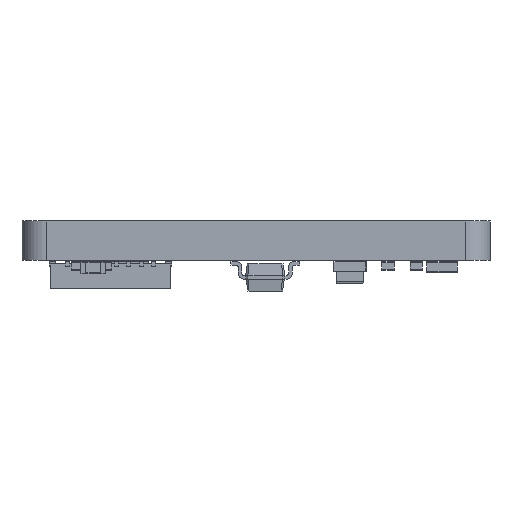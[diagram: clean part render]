
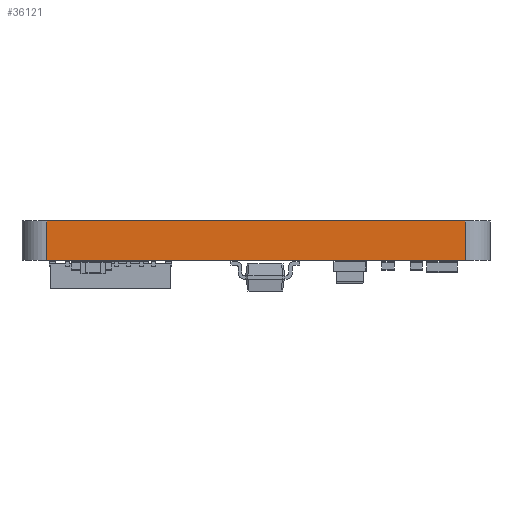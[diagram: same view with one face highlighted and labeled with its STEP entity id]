
A CAD part, front view. The second image highlights one B-rep face of the part: STEP entity #36121.
In plain terms, the highlighted planar face has unit normal (0, -1, 0).
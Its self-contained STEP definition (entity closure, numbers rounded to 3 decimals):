
#34011 = PLANE('',#34012);
#34012 = AXIS2_PLACEMENT_3D('',#34013,#34014,#34015);
#34013 = CARTESIAN_POINT('',(159.525,-107.865,1.6));
#34014 = DIRECTION('',(0.,0.,1.));
#34015 = DIRECTION('',(1.,0.,0.));
#34065 = PLANE('',#34066);
#34066 = AXIS2_PLACEMENT_3D('',#34067,#34068,#34069);
#34067 = CARTESIAN_POINT('',(159.525,-107.865,0.));
#34068 = DIRECTION('',(0.,0.,1.));
#34069 = DIRECTION('',(1.,0.,0.));
#34289 = VERTEX_POINT('',#34290);
#34290 = CARTESIAN_POINT('',(151.,-119.05,0.));
#34305 = CYLINDRICAL_SURFACE('',#34306,1.);
#34306 = AXIS2_PLACEMENT_3D('',#34307,#34308,#34309);
#34307 = CARTESIAN_POINT('',(151.,-118.05,0.));
#34308 = DIRECTION('',(0.,0.,-1.));
#34309 = DIRECTION('',(1.,0.,0.));
#34317 = EDGE_CURVE('',#34289,#34318,#34320,.T.);
#34318 = VERTEX_POINT('',#34319);
#34319 = CARTESIAN_POINT('',(168.05,-119.05,0.));
#34320 = SURFACE_CURVE('',#34321,(#34325,#34332),.PCURVE_S1.);
#34321 = LINE('',#34322,#34323);
#34322 = CARTESIAN_POINT('',(151.,-119.05,0.));
#34323 = VECTOR('',#34324,1.);
#34324 = DIRECTION('',(1.,0.,0.));
#34325 = PCURVE('',#34065,#34326);
#34326 = DEFINITIONAL_REPRESENTATION('',(#34327),#34331);
#34327 = LINE('',#34328,#34329);
#34328 = CARTESIAN_POINT('',(-8.525,-11.185));
#34329 = VECTOR('',#34330,1.);
#34330 = DIRECTION('',(1.,0.));
#34331 = ( GEOMETRIC_REPRESENTATION_CONTEXT(2) 
PARAMETRIC_REPRESENTATION_CONTEXT() REPRESENTATION_CONTEXT('2D SPACE',''
  ) );
#34332 = PCURVE('',#34333,#34338);
#34333 = PLANE('',#34334);
#34334 = AXIS2_PLACEMENT_3D('',#34335,#34336,#34337);
#34335 = CARTESIAN_POINT('',(151.,-119.05,0.));
#34336 = DIRECTION('',(0.,1.,0.));
#34337 = DIRECTION('',(1.,0.,0.));
#34338 = DEFINITIONAL_REPRESENTATION('',(#34339),#34343);
#34339 = LINE('',#34340,#34341);
#34340 = CARTESIAN_POINT('',(0.,0.));
#34341 = VECTOR('',#34342,1.);
#34342 = DIRECTION('',(1.,0.));
#34343 = ( GEOMETRIC_REPRESENTATION_CONTEXT(2) 
PARAMETRIC_REPRESENTATION_CONTEXT() REPRESENTATION_CONTEXT('2D SPACE',''
  ) );
#34362 = CYLINDRICAL_SURFACE('',#34363,1.);
#34363 = AXIS2_PLACEMENT_3D('',#34364,#34365,#34366);
#34364 = CARTESIAN_POINT('',(168.05,-118.05,0.));
#34365 = DIRECTION('',(0.,0.,-1.));
#34366 = DIRECTION('',(1.,0.,0.));
#35210 = VERTEX_POINT('',#35211);
#35211 = CARTESIAN_POINT('',(151.,-119.05,1.6));
#35233 = EDGE_CURVE('',#35210,#35234,#35236,.T.);
#35234 = VERTEX_POINT('',#35235);
#35235 = CARTESIAN_POINT('',(168.05,-119.05,1.6));
#35236 = SURFACE_CURVE('',#35237,(#35241,#35248),.PCURVE_S1.);
#35237 = LINE('',#35238,#35239);
#35238 = CARTESIAN_POINT('',(151.,-119.05,1.6));
#35239 = VECTOR('',#35240,1.);
#35240 = DIRECTION('',(1.,0.,0.));
#35241 = PCURVE('',#34011,#35242);
#35242 = DEFINITIONAL_REPRESENTATION('',(#35243),#35247);
#35243 = LINE('',#35244,#35245);
#35244 = CARTESIAN_POINT('',(-8.525,-11.185));
#35245 = VECTOR('',#35246,1.);
#35246 = DIRECTION('',(1.,0.));
#35247 = ( GEOMETRIC_REPRESENTATION_CONTEXT(2) 
PARAMETRIC_REPRESENTATION_CONTEXT() REPRESENTATION_CONTEXT('2D SPACE',''
  ) );
#35248 = PCURVE('',#34333,#35249);
#35249 = DEFINITIONAL_REPRESENTATION('',(#35250),#35254);
#35250 = LINE('',#35251,#35252);
#35251 = CARTESIAN_POINT('',(0.,-1.6));
#35252 = VECTOR('',#35253,1.);
#35253 = DIRECTION('',(1.,0.));
#35254 = ( GEOMETRIC_REPRESENTATION_CONTEXT(2) 
PARAMETRIC_REPRESENTATION_CONTEXT() REPRESENTATION_CONTEXT('2D SPACE',''
  ) );
#36073 = EDGE_CURVE('',#34289,#35210,#36074,.T.);
#36074 = SURFACE_CURVE('',#36075,(#36079,#36086),.PCURVE_S1.);
#36075 = LINE('',#36076,#36077);
#36076 = CARTESIAN_POINT('',(151.,-119.05,0.));
#36077 = VECTOR('',#36078,1.);
#36078 = DIRECTION('',(0.,0.,1.));
#36079 = PCURVE('',#34305,#36080);
#36080 = DEFINITIONAL_REPRESENTATION('',(#36081),#36085);
#36081 = LINE('',#36082,#36083);
#36082 = CARTESIAN_POINT('',(-4.712,0.));
#36083 = VECTOR('',#36084,1.);
#36084 = DIRECTION('',(0.,-1.));
#36085 = ( GEOMETRIC_REPRESENTATION_CONTEXT(2) 
PARAMETRIC_REPRESENTATION_CONTEXT() REPRESENTATION_CONTEXT('2D SPACE',''
  ) );
#36086 = PCURVE('',#34333,#36087);
#36087 = DEFINITIONAL_REPRESENTATION('',(#36088),#36092);
#36088 = LINE('',#36089,#36090);
#36089 = CARTESIAN_POINT('',(0.,0.));
#36090 = VECTOR('',#36091,1.);
#36091 = DIRECTION('',(0.,-1.));
#36092 = ( GEOMETRIC_REPRESENTATION_CONTEXT(2) 
PARAMETRIC_REPRESENTATION_CONTEXT() REPRESENTATION_CONTEXT('2D SPACE',''
  ) );
#36121 = ADVANCED_FACE('',(#36122),#34333,.F.);
#36122 = FACE_BOUND('',#36123,.F.);
#36123 = EDGE_LOOP('',(#36124,#36125,#36126,#36147));
#36124 = ORIENTED_EDGE('',*,*,#36073,.T.);
#36125 = ORIENTED_EDGE('',*,*,#35233,.T.);
#36126 = ORIENTED_EDGE('',*,*,#36127,.F.);
#36127 = EDGE_CURVE('',#34318,#35234,#36128,.T.);
#36128 = SURFACE_CURVE('',#36129,(#36133,#36140),.PCURVE_S1.);
#36129 = LINE('',#36130,#36131);
#36130 = CARTESIAN_POINT('',(168.05,-119.05,0.));
#36131 = VECTOR('',#36132,1.);
#36132 = DIRECTION('',(0.,0.,1.));
#36133 = PCURVE('',#34333,#36134);
#36134 = DEFINITIONAL_REPRESENTATION('',(#36135),#36139);
#36135 = LINE('',#36136,#36137);
#36136 = CARTESIAN_POINT('',(17.05,0.));
#36137 = VECTOR('',#36138,1.);
#36138 = DIRECTION('',(0.,-1.));
#36139 = ( GEOMETRIC_REPRESENTATION_CONTEXT(2) 
PARAMETRIC_REPRESENTATION_CONTEXT() REPRESENTATION_CONTEXT('2D SPACE',''
  ) );
#36140 = PCURVE('',#34362,#36141);
#36141 = DEFINITIONAL_REPRESENTATION('',(#36142),#36146);
#36142 = LINE('',#36143,#36144);
#36143 = CARTESIAN_POINT('',(-4.712,0.));
#36144 = VECTOR('',#36145,1.);
#36145 = DIRECTION('',(0.,-1.));
#36146 = ( GEOMETRIC_REPRESENTATION_CONTEXT(2) 
PARAMETRIC_REPRESENTATION_CONTEXT() REPRESENTATION_CONTEXT('2D SPACE',''
  ) );
#36147 = ORIENTED_EDGE('',*,*,#34317,.F.);
